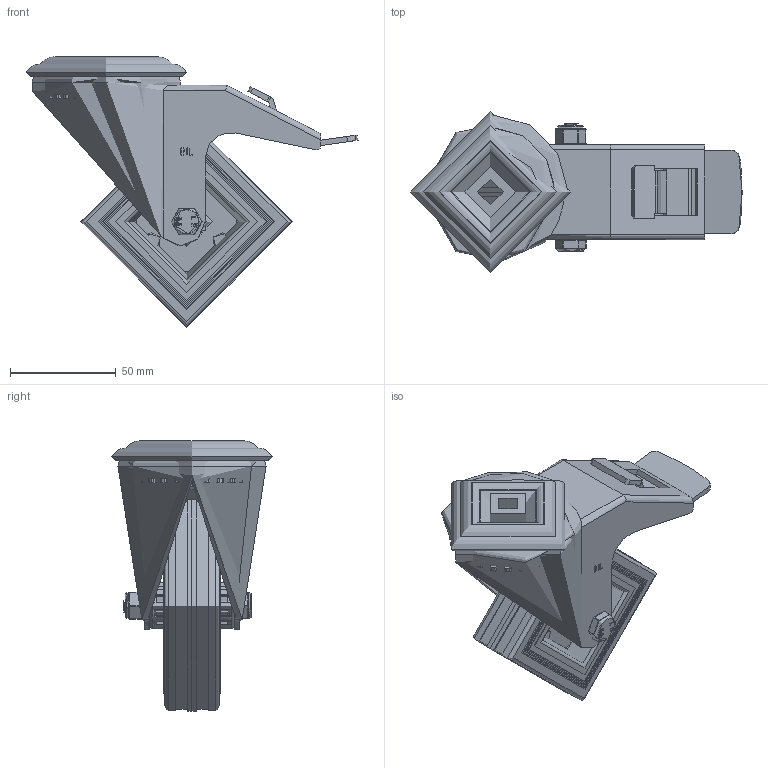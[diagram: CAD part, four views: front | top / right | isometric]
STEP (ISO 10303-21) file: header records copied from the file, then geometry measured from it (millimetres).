
FILE_DESCRIPTION(/* description */ (''),/* implementation_level */ '2;1');
FILE_NAME(/* name */ 'BZMM100BSBBH12SWB.step',/* time_stamp */ '2024-09-19T16:11:39+01:00',/* author */ (''),/* organization */ (''),/* preprocessor_version */ 'ST-DEVELOPER v20',/* originating_system */ 'Autodesk Translation Framework v13.20.0.188',/* authorisation */ '');
FILE_SCHEMA (('AUTOMOTIVE_DESIGN { 1 0 10303 214 3 1 1 }'));
Length unit declared in the file: millimetre
Products named in the file (24): BZMM100BSBBH12SWB; BZMM100ASBH12SWB v1; PRESSED STEEL, ZINC PLATED HEAD; PRESSED STEEL, ZINC PLATED FORKS; PRESSED STEEL, ZINC PLATED BRAKE PEDAL; BRAKE PAD; BZML100WBSRB v1; RUBBER TYRE; STEEL RIM; STEEL RIM Geometry; BOLT; Component4; ROLLER BEARING; CAGE; ribs; Component2; TUBEM12X40 v1; ZINC PLATED STEEL TUBE; HEXBOLTM8X55Z8.8 v2; GRADE 8.8 ZINC PLATED BOLT; NYLOCM8Z v1; NYLOC NUT; NUT; RUBBER
Assembly tree (32 placements, depth 5):
  BZMM100BSBBH12SWB
    BZMM100ASBH12SWB v1
      PRESSED STEEL, ZINC PLATED HEAD
      PRESSED STEEL, ZINC PLATED FORKS
      PRESSED STEEL, ZINC PLATED BRAKE PEDAL
      BRAKE PAD
    BZML100WBSRB v1
      RUBBER TYRE
      STEEL RIM
        STEEL RIM Geometry
        BOLT
          Component4  x3
      ROLLER BEARING
        CAGE
        ribs
          Component2  x8
    TUBEM12X40 v1
      ZINC PLATED STEEL TUBE
    HEXBOLTM8X55Z8.8 v2
      GRADE 8.8 ZINC PLATED BOLT
    NYLOCM8Z v1
      NYLOC NUT
        NUT
        RUBBER
Bounding box: 157 x 76 x 128 mm (x, y, z)
Volume: 234336 mm3; surface area: 122130.1 mm2
Topology: 22 solids, 22 shells, 746 faces, 1842 edges, 1172 vertices
Faces by surface type: plane 373, cylinder 254, bspline 42, torus 36, sphere 24, cone 17
Full cylindrical faces by diameter (mm): 0.664 x2, 3.5 x8, 5 x3, 6.446 x7, 7.866 x13, 8 x9, 8.2 x2, 8.4 x1, 8.6 x2, 11.5 x1, 11.9 x1, 12.1 x1, 12.2 x3, 12.5 x1, 18.5 x1, 20 x1, 21.313 x1, 22 x2, 24 x3, 38 x1, 49.5 x1, 50.926 x2, 65 x1, 67 x4, 70 x1, 72 x1, 75 x2, 76.5 x2, 78.5 x2, 80 x2
Entity records: 28853 total; most frequent: CARTESIAN_POINT 10905, DIRECTION 3680, ORIENTED_EDGE 3592, EDGE_CURVE 1796, AXIS2_PLACEMENT_3D 1340, VERTEX_POINT 1146, LINE 1000, VECTOR 1000
